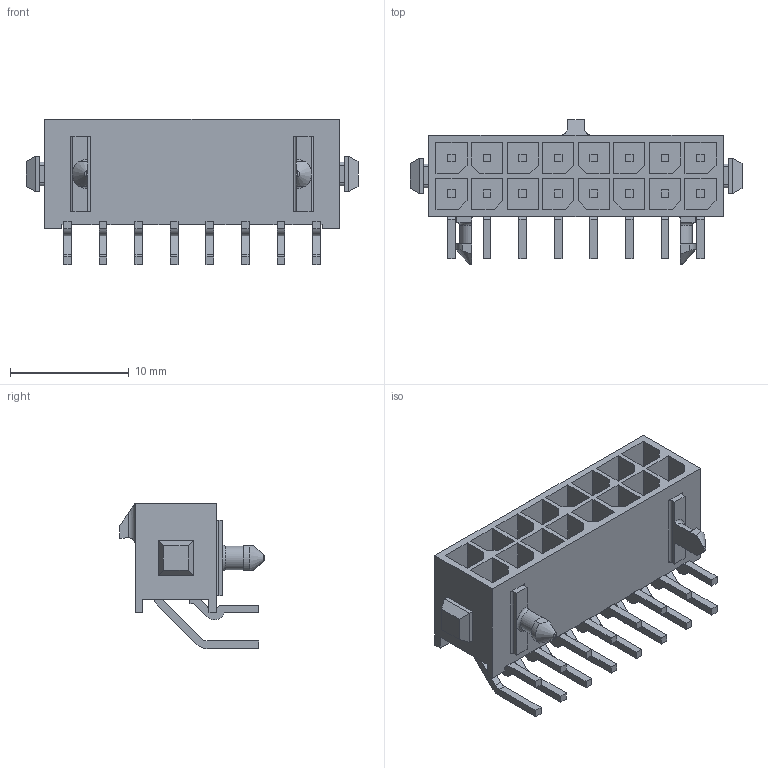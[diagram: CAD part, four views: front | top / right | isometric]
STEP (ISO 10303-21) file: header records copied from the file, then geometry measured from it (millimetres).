
FILE_DESCRIPTION((''),'2;1');
FILE_NAME('C-4-794618-6','2017-05-02T',('workeradm'),('Tyco Electronics Ltd.'),'CREO PARAMETRIC BY PTC INC, 2016050','CREO PARAMETRIC BY PTC INC, 2016050','');
FILE_SCHEMA(('AUTOMOTIVE_DESIGN { 1 0 10303 214 1 1 1 1 }'));
Length unit declared in the file: millimetre
Products named in the file (1): C-4-794618-6
Bounding box: 28 x 12.18 x 12.24 mm (x, y, z)
Volume: 859.5 mm3; surface area: 2563.9 mm2
Topology: 1 solids, 1 shells, 455 faces, 1281 edges, 850 vertices
Faces by surface type: plane 382, cylinder 67, torus 2, bspline 2, cone 2
Entity records: 14831 total; most frequent: CARTESIAN_POINT 2698, ORIENTED_EDGE 2562, DIRECTION 2325, EDGE_CURVE 1281, VECTOR 1127, LINE 1127, VERTEX_POINT 850, AXIS2_PLACEMENT_3D 599
